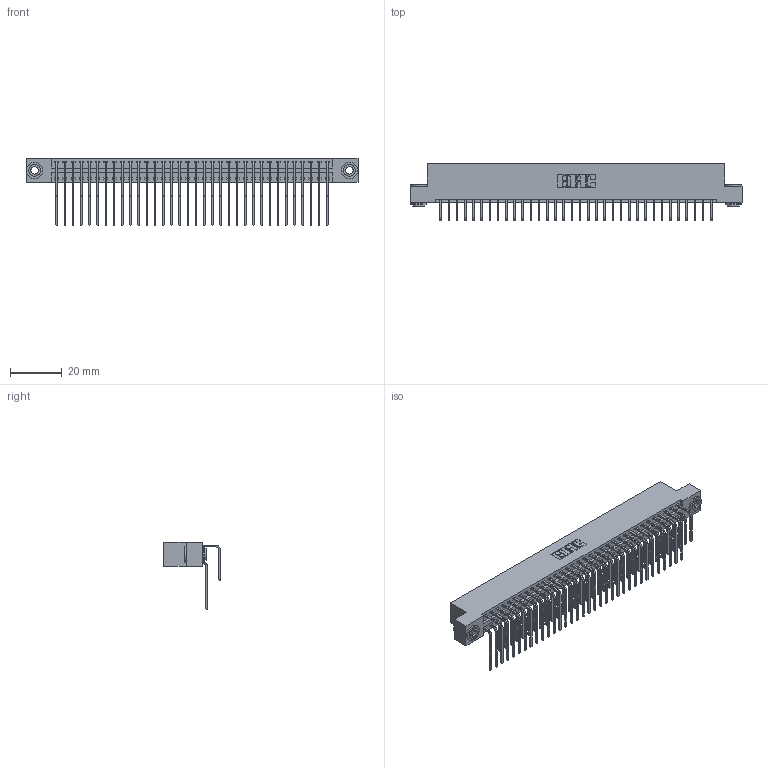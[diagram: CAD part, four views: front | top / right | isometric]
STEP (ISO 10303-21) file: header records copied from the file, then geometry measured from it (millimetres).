
FILE_DESCRIPTION (( 'STEP AP203' ), '1' );
FILE_NAME ('396-068-558-203.STEP', '2019-11-03T10:47:19', ( '' ), ( '' ), 'SwSTEP 2.0', 'SolidWorks 2016', '' );
FILE_SCHEMA (( 'CONFIG_CONTROL_DESIGN' ));
Length unit declared in the file: inch
Products named in the file (5): 345-292-001_558 559 Tail - 1; 396-068-558-203; 346 Part_Flush Mounting Lugs - 0.156 Dia-TH; 345-292-001_558 Tail - 2; 345-250-002_345-250-002-102
Assembly tree (71 placements, depth 2):
  396-068-558-203
    346 Part_Flush Mounting Lugs - 0.156 Dia-TH
    345-292-001_558 559 Tail - 1  x34
    345-292-001_558 Tail - 2  x34
    345-250-002_345-250-002-102  x2
Bounding box: 128.52 x 22.16 x 26.16 mm (x, y, z)
Volume: 12882.2 mm3; surface area: 19677.8 mm2
Topology: 71 solids, 71 shells, 3832 faces, 11353 edges, 7474 vertices
Faces by surface type: plane 2602, cylinder 1222, cone 8
Entity records: 25700 total; most frequent: CARTESIAN_POINT 4274, ORIENTED_EDGE 4150, DIRECTION 3821, EDGE_CURVE 2075, VECTOR 1743, LINE 1743, VERTEX_POINT 1378, AXIS2_PLACEMENT_3D 1039
